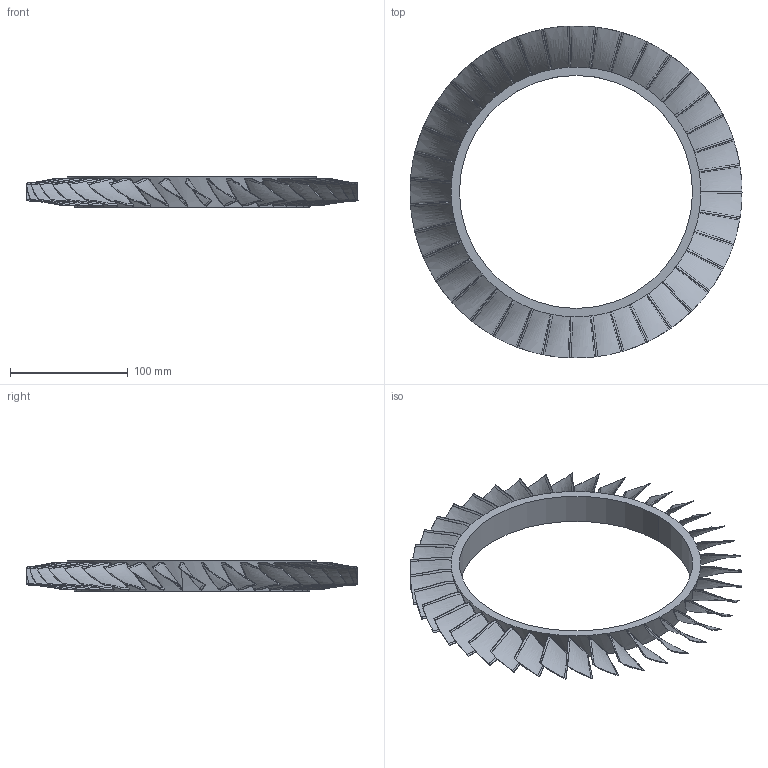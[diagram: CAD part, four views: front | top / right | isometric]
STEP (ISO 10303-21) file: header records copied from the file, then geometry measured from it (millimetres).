
FILE_DESCRIPTION(('Open CASCADE Model'),'2;1');
FILE_NAME('Open CASCADE Shape Model','2022-03-18T06:44:48',('Author'),( 'Open CASCADE'),'Open CASCADE STEP processor 7.4','Open CASCADE 7.4' ,'Unknown');
FILE_SCHEMA(('AUTOMOTIVE_DESIGN { 1 0 10303 214 1 1 1 1 }'));
Length unit declared in the file: millimetre
Products named in the file (1): Imports.AC pi3.0 (transsonic 2stage)2.stp.Solid
Bounding box: 282 x 281.94 x 26 mm (x, y, z)
Volume: 133715.6 mm3; surface area: 122008.6 mm2
Topology: 1 solids, 1 shells, 357 faces, 883 edges, 562 vertices
Faces by surface type: bspline 312, revolution 39, cone 2, plane 2, cylinder 2
Entity records: 217092 total; most frequent: CARTESIAN_POINT 211634, ORIENTED_EDGE 1762, EDGE_CURVE 881, VERTEX_POINT 562, B_SPLINE_CURVE_WITH_KNOTS 428, FACE_BOUND 395, EDGE_LOOP 395, ADVANCED_FACE 357
